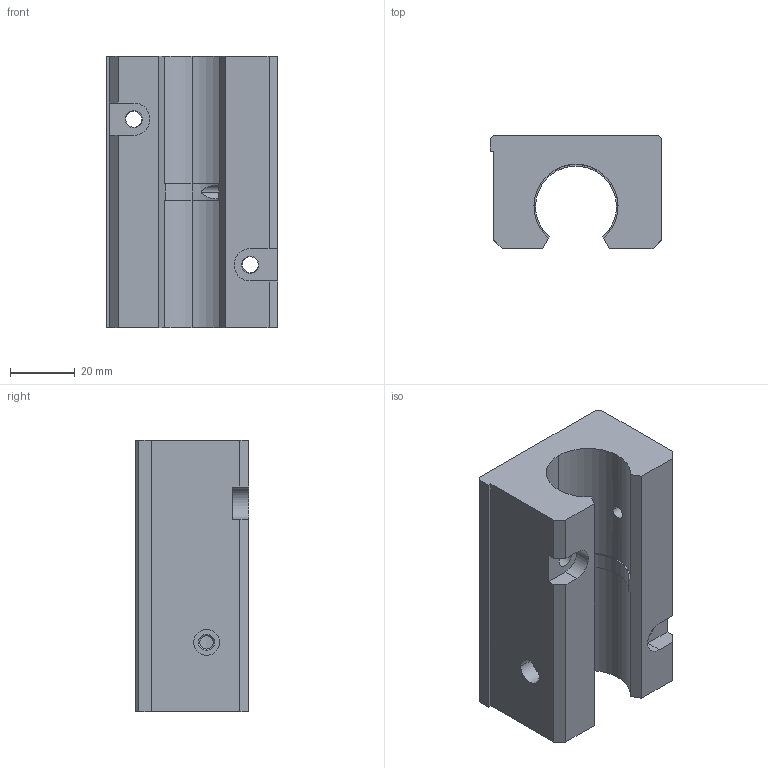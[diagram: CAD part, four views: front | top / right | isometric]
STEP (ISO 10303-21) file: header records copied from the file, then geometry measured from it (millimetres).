
FILE_DESCRIPTION( ( '' ), '1' );
FILE_NAME( 'tag_op_16_2_03.stp', '2008-04-10T05:51:40', ( '' ), ( '' ), ' ', ' ', ' ' );
FILE_SCHEMA( ( 'CONFIG_CONTROL_DESIGN' ) );
Length unit declared in the file: millimetre
Products named in the file (1): 1
Bounding box: 53 x 35 x 84 mm (x, y, z)
Volume: 102558.1 mm3; surface area: 23030.5 mm2
Topology: 1 solids, 1 shells, 68 faces, 173 edges, 112 vertices
Faces by surface type: plane 30, cylinder 28, cone 10
Entity records: 2307 total; most frequent: CARTESIAN_POINT 552, DIRECTION 365, ORIENTED_EDGE 346, EDGE_CURVE 173, AXIS2_PLACEMENT_3D 129, VERTEX_POINT 112, LINE 107, VECTOR 107
